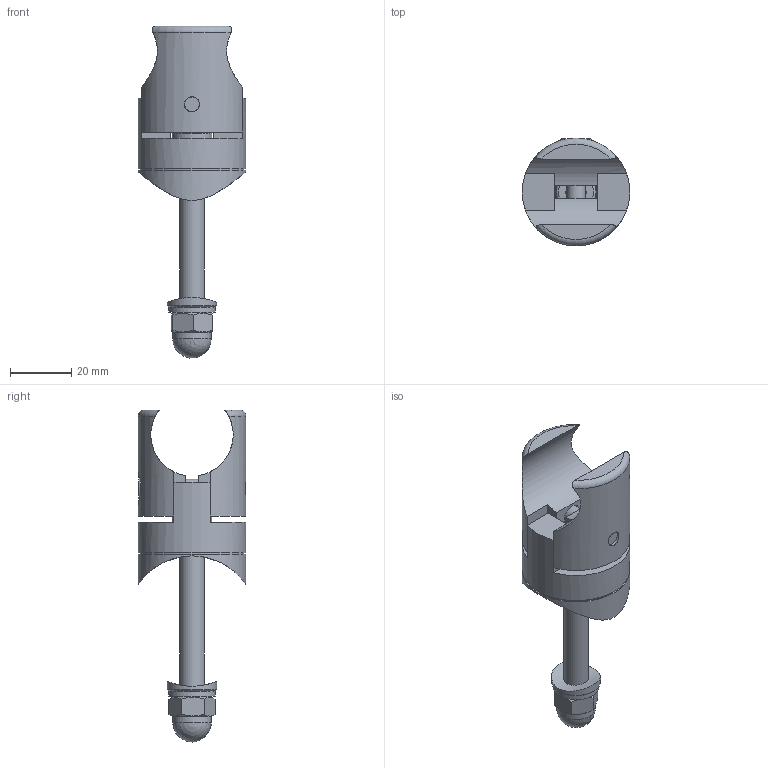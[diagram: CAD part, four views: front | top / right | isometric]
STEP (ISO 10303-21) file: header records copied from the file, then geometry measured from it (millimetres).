
FILE_DESCRIPTION(/* description */ ('-'),/* implementation_level */ '2;1');
FILE_NAME(/* name */ 'a3f80178-752d-409c-b023-2f81c57a926e.stp',/* time_stamp */ '2021-07-08T11:34:18+02:00',/* author */ ('-'),/* organization */ ('Carl Stahl'),/* preprocessor_version */ 'ST-DEVELOPER v18',/* originating_system */ 'Autodesk Inventor 2020',/* authorisation */ '-');
FILE_SCHEMA (('AUTOMOTIVE_DESIGN { 1 0 10303 214 3 1 1 }'));
Length unit declared in the file: millimetre
Products named in the file (11): CX3-40269-ED424; CX3-40269; CX3-40269-01; CX3-40269-02; CX3-40269-03; DIN 7984 - M6 x 30; CX3-00008-424; CX3-40269-424; DIN 912 - M8 x 50; DIN 1587 - M8; ISO 7092 - ST 8 - 140 HV
Assembly tree (10 placements, depth 3):
  CX3-40269-ED424
    CX3-40269
      CX3-40269-01
      CX3-40269-02
      CX3-40269-03
      DIN 7984 - M6 x 30
    CX3-00008-424
    CX3-40269-424
    DIN 912 - M8 x 50
    DIN 1587 - M8
    ISO 7092 - ST 8 - 140 HV
Bounding box: 35 x 35 x 108.05 mm (x, y, z)
Volume: 31778.4 mm3; surface area: 18026.4 mm2
Topology: 9 solids, 9 shells, 132 faces, 332 edges, 228 vertices
Faces by surface type: plane 77, cylinder 34, cone 14, torus 6, sphere 1
Full cylindrical faces by diameter (mm): 3 x2, 4.917 x1, 6 x1, 6.6 x1, 6.647 x1, 8 x1, 8.2 x2, 8.4 x1, 9 x1, 10 x1, 11 x1, 12.5 x1, 13 x1, 15 x1, 16 x1, 27.5 x1, 28 x1, 34 x1, 35 x2
Entity records: 4736 total; most frequent: CARTESIAN_POINT 1129, DIRECTION 690, ORIENTED_EDGE 654, EDGE_CURVE 327, AXIS2_PLACEMENT_3D 266, VERTEX_POINT 228, EDGE_LOOP 159, LINE 158
